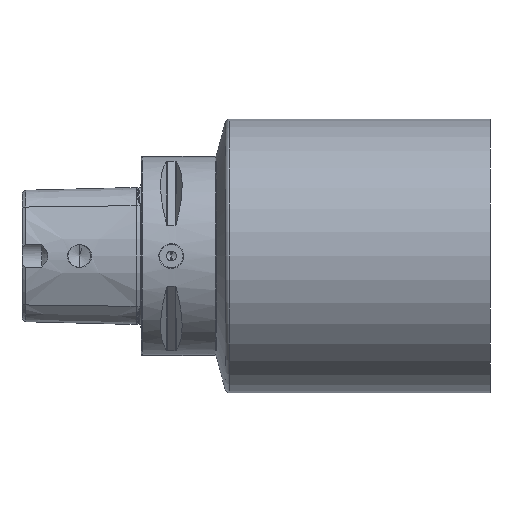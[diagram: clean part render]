
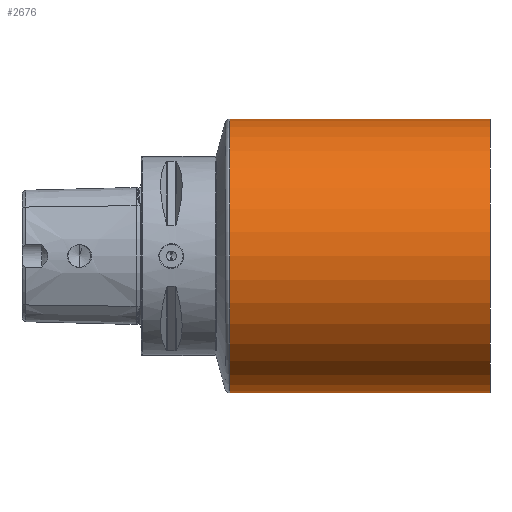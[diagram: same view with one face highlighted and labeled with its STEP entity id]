
A CAD part, front view. The second image highlights one B-rep face of the part: STEP entity #2676.
In plain terms, the highlighted cylindrical face has radius 55 mm (diameter 110 mm), a partial arc.
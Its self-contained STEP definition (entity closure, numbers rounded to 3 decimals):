
#102 = CIRCLE ( 'NONE', #3466, 55. ) ;
#466 = DIRECTION ( 'NONE',  ( 0., 0., 1. ) ) ;
#616 = VERTEX_POINT ( 'NONE', #1154 ) ;
#655 = DIRECTION ( 'NONE',  ( -1., 0., 0. ) ) ;
#685 = EDGE_LOOP ( 'NONE', ( #1930, #1433, #3407, #2870 ) ) ;
#704 = VECTOR ( 'NONE', #655, 1000. ) ;
#812 = CARTESIAN_POINT ( 'NONE',  ( 140., 0., -55. ) ) ;
#866 = CIRCLE ( 'NONE', #2187, 55. ) ;
#1056 = VERTEX_POINT ( 'NONE', #812 ) ;
#1154 = CARTESIAN_POINT ( 'NONE',  ( 35.554, 0., -55. ) ) ;
#1207 = FACE_OUTER_BOUND ( 'NONE', #685, .T. ) ;
#1287 = CYLINDRICAL_SURFACE ( 'NONE', #4374, 55. ) ;
#1336 = DIRECTION ( 'NONE',  ( -1., 0., 0. ) ) ;
#1433 = ORIENTED_EDGE ( 'NONE', *, *, #2692, .T. ) ;
#1439 = DIRECTION ( 'NONE',  ( -1., 0., 0. ) ) ;
#1527 = CARTESIAN_POINT ( 'NONE',  ( 140., 0., 55. ) ) ;
#1530 = VERTEX_POINT ( 'NONE', #1527 ) ;
#1802 = VERTEX_POINT ( 'NONE', #3458 ) ;
#1930 = ORIENTED_EDGE ( 'NONE', *, *, #3188, .F. ) ;
#2187 = AXIS2_PLACEMENT_3D ( 'NONE', #2316, #2208, #466 ) ;
#2208 = DIRECTION ( 'NONE',  ( -1., 0., 0. ) ) ;
#2316 = CARTESIAN_POINT ( 'NONE',  ( 140., 0., 0. ) ) ;
#2676 = ADVANCED_FACE ( 'NONE', ( #1207 ), #1287, .T. ) ;
#2690 = DIRECTION ( 'NONE',  ( 0., 0., 1. ) ) ;
#2692 = EDGE_CURVE ( 'NONE', #1056, #1530, #866, .T. ) ;
#2870 = ORIENTED_EDGE ( 'NONE', *, *, #3827, .F. ) ;
#3076 = CARTESIAN_POINT ( 'NONE',  ( 35.554, 0., 0. ) ) ;
#3188 = EDGE_CURVE ( 'NONE', #1056, #616, #3522, .T. ) ;
#3265 = DIRECTION ( 'NONE',  ( -1., 0., 0. ) ) ;
#3407 = ORIENTED_EDGE ( 'NONE', *, *, #4021, .T. ) ;
#3458 = CARTESIAN_POINT ( 'NONE',  ( 35.554, 0., 55. ) ) ;
#3466 = AXIS2_PLACEMENT_3D ( 'NONE', #3076, #1336, #4129 ) ;
#3504 = VECTOR ( 'NONE', #1439, 1000. ) ;
#3522 = LINE ( 'NONE', #3564, #3504 ) ;
#3564 = CARTESIAN_POINT ( 'NONE',  ( -72.049, 0., -55. ) ) ;
#3744 = LINE ( 'NONE', #4167, #704 ) ;
#3827 = EDGE_CURVE ( 'NONE', #616, #1802, #102, .T. ) ;
#3947 = CARTESIAN_POINT ( 'NONE',  ( -72.049, 0., 0. ) ) ;
#4021 = EDGE_CURVE ( 'NONE', #1530, #1802, #3744, .T. ) ;
#4129 = DIRECTION ( 'NONE',  ( 0., 0., 1. ) ) ;
#4167 = CARTESIAN_POINT ( 'NONE',  ( -72.049, 0., 55. ) ) ;
#4374 = AXIS2_PLACEMENT_3D ( 'NONE', #3947, #3265, #2690 ) ;
